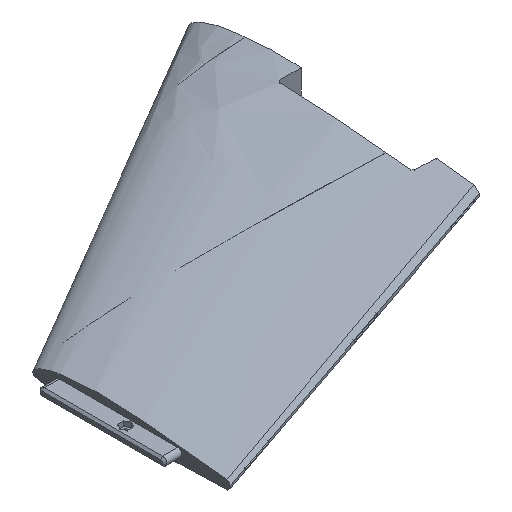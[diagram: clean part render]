
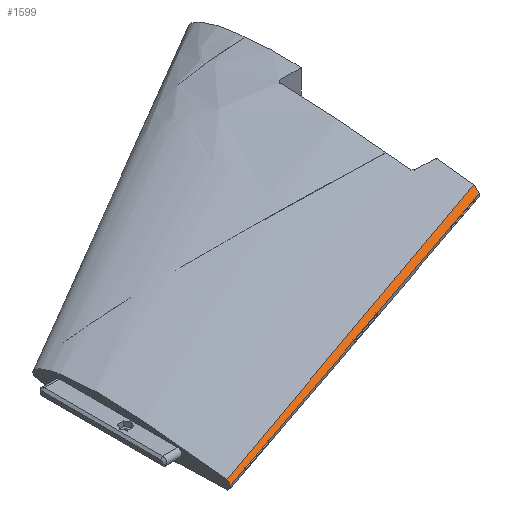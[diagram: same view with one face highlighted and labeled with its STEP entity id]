
A CAD part, isometric view. The second image highlights one B-rep face of the part: STEP entity #1599.
In plain terms, the highlighted planar face has unit normal (0.233, -0.688, 0.688).
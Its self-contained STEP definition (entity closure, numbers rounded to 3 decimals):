
#135=FACE_OUTER_BOUND('',#232,.T.);
#232=EDGE_LOOP('',(#1347,#1348,#1349,#1350));
#297=B_SPLINE_CURVE_WITH_KNOTS('',3,(#3706,#3707,#3708,#3709,#3710,#3711),
 .UNSPECIFIED.,.F.,.F.,(4,2,4),(-22.211,-11.104,0.),
 .UNSPECIFIED.);
#397=LINE('',#3477,#561);
#430=LINE('',#3769,#594);
#431=LINE('',#3770,#595);
#561=VECTOR('',#1967,10.);
#594=VECTOR('',#2044,10.);
#595=VECTOR('',#2045,10.);
#732=VERTEX_POINT('',#3468);
#733=VERTEX_POINT('',#3476);
#742=VERTEX_POINT('',#3623);
#762=VERTEX_POINT('',#3768);
#929=EDGE_CURVE('',#733,#732,#397,.T.);
#943=EDGE_CURVE('',#732,#742,#297,.T.);
#971=EDGE_CURVE('',#742,#762,#430,.T.);
#972=EDGE_CURVE('',#733,#762,#431,.T.);
#1347=ORIENTED_EDGE('',*,*,#943,.T.);
#1348=ORIENTED_EDGE('',*,*,#971,.T.);
#1349=ORIENTED_EDGE('',*,*,#972,.F.);
#1350=ORIENTED_EDGE('',*,*,#929,.T.);
#1511=PLANE('',#1718);
#1599=ADVANCED_FACE('',(#135),#1511,.T.);
#1718=AXIS2_PLACEMENT_3D('',#3767,#2042,#2043);
#1967=DIRECTION('',(0.,0.707,0.707));
#2042=DIRECTION('center_axis',(0.233,-0.688,0.688));
#2043=DIRECTION('ref_axis',(0.947,0.,-0.321));
#2044=DIRECTION('',(0.,-0.707,-0.707));
#2045=DIRECTION('',(-0.947,-0.321,0.));
#3468=CARTESIAN_POINT('',(-140.,-62.13,3.703));
#3476=CARTESIAN_POINT('',(-140.,-65.092,0.741));
#3477=CARTESIAN_POINT('',(-140.,-48.264,17.568));
#3623=CARTESIAN_POINT('',(-350.,-134.46,2.669));
#3706=CARTESIAN_POINT('Ctrl Pts',(-140.,-62.13,3.703));
#3707=CARTESIAN_POINT('Ctrl Pts',(-175.003,-74.186,3.53));
#3708=CARTESIAN_POINT('Ctrl Pts',(-210.006,-86.242,3.358));
#3709=CARTESIAN_POINT('Ctrl Pts',(-280.006,-110.352,3.013));
#3710=CARTESIAN_POINT('Ctrl Pts',(-315.003,-122.406,2.841));
#3711=CARTESIAN_POINT('Ctrl Pts',(-350.,-134.46,2.669));
#3767=CARTESIAN_POINT('Origin',(-140.,-65.092,0.741));
#3768=CARTESIAN_POINT('',(-350.,-136.378,0.75));
#3769=CARTESIAN_POINT('',(-350.,-83.912,53.216));
#3770=CARTESIAN_POINT('',(-140.,-65.092,0.741));
